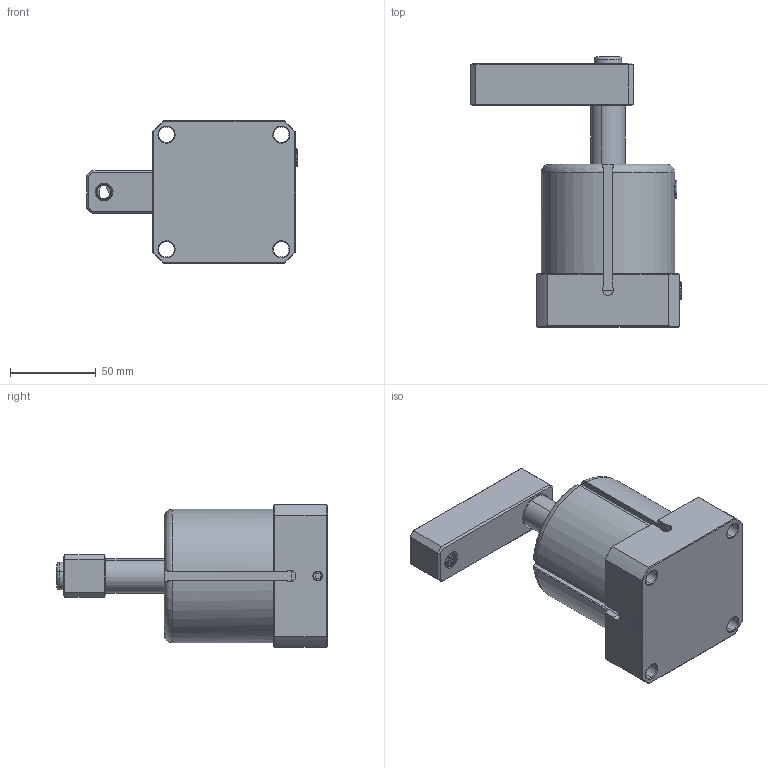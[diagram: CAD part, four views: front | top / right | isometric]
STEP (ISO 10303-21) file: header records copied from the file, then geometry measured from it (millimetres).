
FILE_DESCRIPTION (( 'STEP AP203' ), '1' );
FILE_NAME ('ASC-MS63S.STEP', '2019-05-23T10:50:44', ( 'User' ), ( 'china' ), 'SwSTEP 2.0', 'SolidWorks 2018', '' );
FILE_SCHEMA (( 'CONFIG_CONTROL_DESIGN' ));
Length unit declared in the file: millimetre
Products named in the file (9): MS63S魂裝; 揤旋_3; Spring lock washers--Normal type GB_GB_FASTENER_WASHER_SW 10_1; Hexagon socket head cap screws GB_GB_FASTENER_SCREWS_HSHCS M10X25-S_1; ASC-MS63S; 掛极_1; 1-8黑芛_1; hex socket set screws with flat point gb_GB_FASTENER_SCREWS_HSFP M6X5-S_1; MS63S活塞
Assembly tree (10 placements, depth 2):
  ASC-MS63S
    掛极_1
    1-8黑芛_1  x2
    hex socket set screws with flat point gb_GB_FASTENER_SCREWS_HSFP M6X5-S_1  x2
    MS63S活塞
    MS63S魂裝
    揤旋_3
    Spring lock washers--Normal type GB_GB_FASTENER_WASHER_SW 10_1
    Hexagon socket head cap screws GB_GB_FASTENER_SCREWS_HSHCS M10X25-S_1
Bounding box: 122.7 x 157.6 x 83 mm (x, y, z)
Volume: 474663.3 mm3; surface area: 98387.1 mm2
Topology: 10 solids, 10 shells, 690 faces, 1663 edges, 1005 vertices
Faces by surface type: cylinder 260, cone 234, plane 148, torus 26, bspline 22
Entity records: 33439 total; most frequent: CARTESIAN_POINT 18896, ORIENTED_EDGE 2970, DIRECTION 2740, EDGE_CURVE 1485, AXIS2_PLACEMENT_3D 1053, VERTEX_POINT 910, EDGE_LOOP 641, LINE 634
